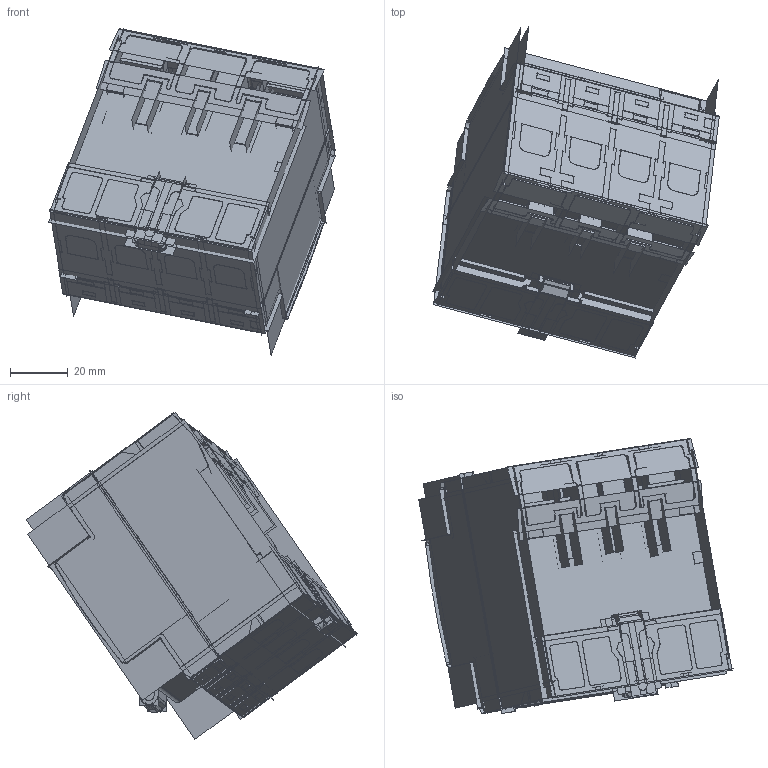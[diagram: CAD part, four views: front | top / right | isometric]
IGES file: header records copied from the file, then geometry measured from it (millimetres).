
Start section:  PTC IGES file: NL1 4P_asm.igs
Global section: file name: NL1 4P_asm.igs; native system: Pro/ENGINEER by Parametric Technology Corporation; preprocessor: 2007090; author: lijie2; organization: Unknown; date: 20170405.094238; units: millimetre
Bounding box: 99.32 x 114.87 x 113.26 mm (x, y, z)
Surface area: 263972.1 mm2 (no closed solid volume)
Topology: 0 solids, 0 shells, 4776 faces, 73073 edges, 94652 vertices
Faces by surface type: bspline 4160, revolution 616
